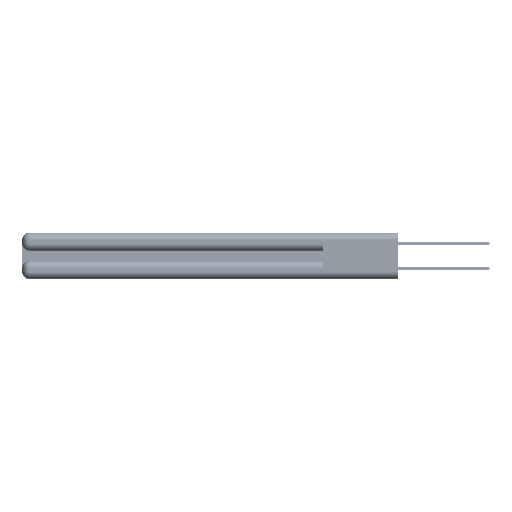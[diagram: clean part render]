
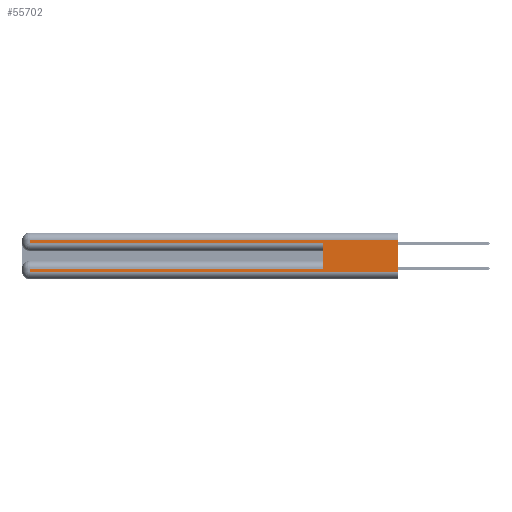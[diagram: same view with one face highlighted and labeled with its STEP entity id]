
A CAD part, left-side view. The second image highlights one B-rep face of the part: STEP entity #55702.
In plain terms, the highlighted planar face has unit normal (-1, 0, 0).
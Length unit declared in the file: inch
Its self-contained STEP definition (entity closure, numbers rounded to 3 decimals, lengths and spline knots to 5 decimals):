
#2916 = CARTESIAN_POINT ( 'NONE',  ( 0., 0., 0.37 ) ) ;
#4084 = AXIS2_PLACEMENT_3D ( 'NONE', #2916, #33598, #7486 ) ;
#4664 = CARTESIAN_POINT ( 'NONE',  ( 0., 0., 0.31 ) ) ;
#4716 = VERTEX_POINT ( 'NONE', #4664 ) ;
#5024 = VECTOR ( 'NONE', #50801, 39.37008 ) ;
#6304 = VERTEX_POINT ( 'NONE', #10605 ) ;
#7430 = CARTESIAN_POINT ( 'NONE',  ( 0., 2.94, 0.31 ) ) ;
#7486 = DIRECTION ( 'NONE',  ( 0., 0., -1. ) ) ;
#7891 = EDGE_CURVE ( 'NONE', #4716, #33346, #35459, .T. ) ;
#8014 = VERTEX_POINT ( 'NONE', #21290 ) ;
#8186 = ORIENTED_EDGE ( 'NONE', *, *, #21401, .F. ) ;
#9239 = EDGE_CURVE ( 'NONE', #4716, #40343, #33473, .T. ) ;
#10131 = EDGE_CURVE ( 'NONE', #48669, #40343, #24338, .T. ) ;
#10605 = CARTESIAN_POINT ( 'NONE',  ( 0., 0.6, 0.085 ) ) ;
#12161 = DIRECTION ( 'NONE',  ( 0., -1., 0. ) ) ;
#12172 = EDGE_LOOP ( 'NONE', ( #40417, #27718, #40210, #16263, #8186, #49697, #13877, #52882 ) ) ;
#12197 = CARTESIAN_POINT ( 'NONE',  ( 0., 2.94, 0.37 ) ) ;
#13877 = ORIENTED_EDGE ( 'NONE', *, *, #48571, .T. ) ;
#14021 = FACE_OUTER_BOUND ( 'NONE', #12172, .T. ) ;
#14107 = VECTOR ( 'NONE', #50207, 39.37008 ) ;
#15094 = LINE ( 'NONE', #46830, #51073 ) ;
#15985 = CARTESIAN_POINT ( 'NONE',  ( 0., 0., 0.06 ) ) ;
#16136 = DIRECTION ( 'NONE',  ( 0., 1., 0. ) ) ;
#16263 = ORIENTED_EDGE ( 'NONE', *, *, #52023, .T. ) ;
#16480 = DIRECTION ( 'NONE',  ( 0., 1., 0. ) ) ;
#16597 = VECTOR ( 'NONE', #51822, 39.37008 ) ;
#19910 = CARTESIAN_POINT ( 'NONE',  ( 0., 0., 0.06 ) ) ;
#19934 = LINE ( 'NONE', #51248, #21296 ) ;
#20302 = CARTESIAN_POINT ( 'NONE',  ( 0., 0.6, 0.145 ) ) ;
#20781 = LINE ( 'NONE', #12197, #53992 ) ;
#21290 = CARTESIAN_POINT ( 'NONE',  ( 0., 2.94, 0.285 ) ) ;
#21296 = VECTOR ( 'NONE', #12161, 39.37008 ) ;
#21401 = EDGE_CURVE ( 'NONE', #6304, #30150, #39752, .T. ) ;
#21712 = VECTOR ( 'NONE', #42644, 39.37008 ) ;
#24338 = LINE ( 'NONE', #19910, #14107 ) ;
#27718 = ORIENTED_EDGE ( 'NONE', *, *, #7891, .T. ) ;
#30150 = VERTEX_POINT ( 'NONE', #47183 ) ;
#30371 = VERTEX_POINT ( 'NONE', #48493 ) ;
#32315 = LINE ( 'NONE', #55944, #16597 ) ;
#33346 = VERTEX_POINT ( 'NONE', #7430 ) ;
#33473 = LINE ( 'NONE', #38490, #21712 ) ;
#33598 = DIRECTION ( 'NONE',  ( 1., 0., 0. ) ) ;
#33938 = DIRECTION ( 'NONE',  ( 0., 0., -1. ) ) ;
#34677 = EDGE_CURVE ( 'NONE', #6304, #30371, #15094, .T. ) ;
#35459 = LINE ( 'NONE', #46492, #44226 ) ;
#38490 = CARTESIAN_POINT ( 'NONE',  ( 0., 0., 0.37 ) ) ;
#39752 = LINE ( 'NONE', #20302, #5024 ) ;
#40210 = ORIENTED_EDGE ( 'NONE', *, *, #47591, .T. ) ;
#40343 = VERTEX_POINT ( 'NONE', #15985 ) ;
#40417 = ORIENTED_EDGE ( 'NONE', *, *, #9239, .F. ) ;
#42644 = DIRECTION ( 'NONE',  ( 0., 0., -1. ) ) ;
#44226 = VECTOR ( 'NONE', #16136, 39.37008 ) ;
#46424 = PLANE ( 'NONE',  #4084 ) ;
#46492 = CARTESIAN_POINT ( 'NONE',  ( 0., 0., 0.31 ) ) ;
#46830 = CARTESIAN_POINT ( 'NONE',  ( 0., 0., 0.085 ) ) ;
#47183 = CARTESIAN_POINT ( 'NONE',  ( 0., 0.6, 0.285 ) ) ;
#47591 = EDGE_CURVE ( 'NONE', #33346, #8014, #20781, .T. ) ;
#48493 = CARTESIAN_POINT ( 'NONE',  ( 0., 2.94, 0.085 ) ) ;
#48571 = EDGE_CURVE ( 'NONE', #30371, #48669, #32315, .T. ) ;
#48669 = VERTEX_POINT ( 'NONE', #52370 ) ;
#49697 = ORIENTED_EDGE ( 'NONE', *, *, #34677, .T. ) ;
#50207 = DIRECTION ( 'NONE',  ( 0., -1., 0. ) ) ;
#50801 = DIRECTION ( 'NONE',  ( 0., 0., 1. ) ) ;
#51073 = VECTOR ( 'NONE', #16480, 39.37008 ) ;
#51248 = CARTESIAN_POINT ( 'NONE',  ( 0., 0., 0.285 ) ) ;
#51822 = DIRECTION ( 'NONE',  ( 0., 0., -1. ) ) ;
#52023 = EDGE_CURVE ( 'NONE', #8014, #30150, #19934, .T. ) ;
#52370 = CARTESIAN_POINT ( 'NONE',  ( 0., 2.94, 0.06 ) ) ;
#52882 = ORIENTED_EDGE ( 'NONE', *, *, #10131, .T. ) ;
#53992 = VECTOR ( 'NONE', #33938, 39.37008 ) ;
#55702 = ADVANCED_FACE ( 'NONE', ( #14021 ), #46424, .F. ) ;
#55944 = CARTESIAN_POINT ( 'NONE',  ( 0., 2.94, 0.37 ) ) ;
